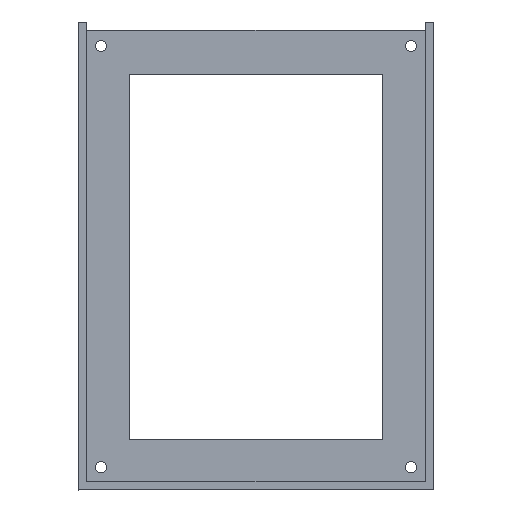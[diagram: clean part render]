
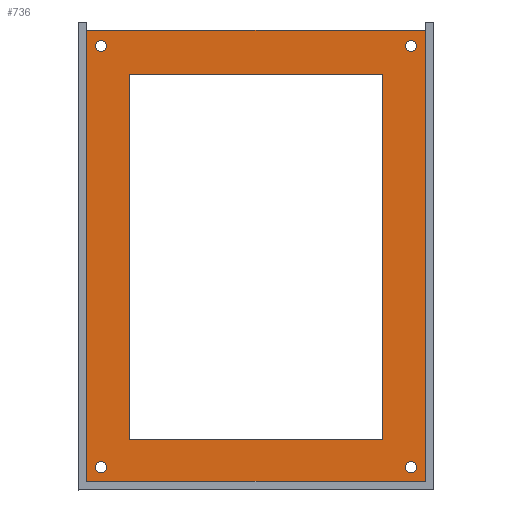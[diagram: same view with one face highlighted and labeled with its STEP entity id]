
A CAD part, top view. The second image highlights one B-rep face of the part: STEP entity #736.
In plain terms, the highlighted planar face has unit normal (0, 0, 1).
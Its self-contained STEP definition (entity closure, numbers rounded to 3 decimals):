
#32=FACE_BOUND('',#149,.T.);
#33=FACE_BOUND('',#150,.T.);
#34=FACE_BOUND('',#151,.T.);
#35=FACE_BOUND('',#152,.T.);
#36=FACE_BOUND('',#153,.T.);
#46=CIRCLE('',#779,2.);
#48=CIRCLE('',#783,2.);
#50=CIRCLE('',#787,2.);
#52=CIRCLE('',#791,2.);
#99=FACE_OUTER_BOUND('',#148,.T.);
#148=EDGE_LOOP('',(#660,#661,#662,#663));
#149=EDGE_LOOP('',(#664));
#150=EDGE_LOOP('',(#665));
#151=EDGE_LOOP('',(#666));
#152=EDGE_LOOP('',(#667,#668,#669,#670));
#153=EDGE_LOOP('',(#671));
#218=LINE('',#1173,#298);
#221=LINE('',#1179,#301);
#224=LINE('',#1184,#304);
#226=LINE('',#1188,#306);
#228=LINE('',#1191,#308);
#229=LINE('',#1194,#309);
#231=LINE('',#1198,#311);
#233=LINE('',#1201,#313);
#298=VECTOR('',#970,10.);
#301=VECTOR('',#975,10.);
#304=VECTOR('',#980,10.);
#306=VECTOR('',#984,10.);
#308=VECTOR('',#988,10.);
#309=VECTOR('',#991,10.);
#311=VECTOR('',#995,10.);
#313=VECTOR('',#999,10.);
#357=VERTEX_POINT('',#1121);
#359=VERTEX_POINT('',#1129);
#361=VERTEX_POINT('',#1137);
#363=VERTEX_POINT('',#1145);
#370=VERTEX_POINT('',#1171);
#371=VERTEX_POINT('',#1172);
#372=VERTEX_POINT('',#1177);
#373=VERTEX_POINT('',#1178);
#374=VERTEX_POINT('',#1183);
#375=VERTEX_POINT('',#1187);
#376=VERTEX_POINT('',#1193);
#377=VERTEX_POINT('',#1197);
#436=EDGE_CURVE('',#357,#357,#46,.T.);
#440=EDGE_CURVE('',#359,#359,#48,.T.);
#444=EDGE_CURVE('',#361,#361,#50,.T.);
#448=EDGE_CURVE('',#363,#363,#52,.T.);
#460=EDGE_CURVE('',#370,#371,#218,.T.);
#463=EDGE_CURVE('',#372,#373,#221,.T.);
#466=EDGE_CURVE('',#374,#372,#224,.T.);
#468=EDGE_CURVE('',#375,#374,#226,.T.);
#470=EDGE_CURVE('',#373,#375,#228,.T.);
#471=EDGE_CURVE('',#376,#370,#229,.T.);
#473=EDGE_CURVE('',#377,#376,#231,.T.);
#475=EDGE_CURVE('',#371,#377,#233,.T.);
#660=ORIENTED_EDGE('',*,*,#460,.F.);
#661=ORIENTED_EDGE('',*,*,#471,.F.);
#662=ORIENTED_EDGE('',*,*,#473,.F.);
#663=ORIENTED_EDGE('',*,*,#475,.F.);
#664=ORIENTED_EDGE('',*,*,#440,.F.);
#665=ORIENTED_EDGE('',*,*,#444,.F.);
#666=ORIENTED_EDGE('',*,*,#436,.F.);
#667=ORIENTED_EDGE('',*,*,#470,.F.);
#668=ORIENTED_EDGE('',*,*,#463,.F.);
#669=ORIENTED_EDGE('',*,*,#466,.F.);
#670=ORIENTED_EDGE('',*,*,#468,.F.);
#671=ORIENTED_EDGE('',*,*,#448,.F.);
#698=PLANE('',#807);
#736=ADVANCED_FACE('',(#99,#32,#33,#34,#35,#36),#698,.T.);
#779=AXIS2_PLACEMENT_3D('',#1123,#913,#914);
#783=AXIS2_PLACEMENT_3D('',#1131,#923,#924);
#787=AXIS2_PLACEMENT_3D('',#1139,#933,#934);
#791=AXIS2_PLACEMENT_3D('',#1147,#943,#944);
#807=AXIS2_PLACEMENT_3D('',#1202,#1000,#1001);
#913=DIRECTION('center_axis',(0.,0.,1.));
#914=DIRECTION('ref_axis',(1.,0.,0.));
#923=DIRECTION('center_axis',(0.,0.,1.));
#924=DIRECTION('ref_axis',(1.,0.,0.));
#933=DIRECTION('center_axis',(0.,0.,1.));
#934=DIRECTION('ref_axis',(1.,0.,0.));
#943=DIRECTION('center_axis',(0.,0.,1.));
#944=DIRECTION('ref_axis',(1.,0.,0.));
#970=DIRECTION('',(1.,0.,0.));
#975=DIRECTION('',(0.,1.,0.));
#980=DIRECTION('',(1.,0.,0.));
#984=DIRECTION('',(0.,-1.,0.));
#988=DIRECTION('',(-1.,0.,0.));
#991=DIRECTION('',(0.,1.,0.));
#995=DIRECTION('',(-1.,0.,0.));
#999=DIRECTION('',(0.,-1.,0.));
#1000=DIRECTION('center_axis',(0.,0.,1.));
#1001=DIRECTION('ref_axis',(1.,0.,0.));
#1121=CARTESIAN_POINT('',(-57.,74.5,38.));
#1123=CARTESIAN_POINT('Origin',(-55.,74.5,38.));
#1129=CARTESIAN_POINT('',(-57.,-75.,38.));
#1131=CARTESIAN_POINT('Origin',(-55.,-75.,38.));
#1137=CARTESIAN_POINT('',(53.,-75.,38.));
#1139=CARTESIAN_POINT('Origin',(55.,-75.,38.));
#1145=CARTESIAN_POINT('',(53.,74.5,38.));
#1147=CARTESIAN_POINT('Origin',(55.,74.5,38.));
#1171=CARTESIAN_POINT('',(-60.,80.,38.));
#1172=CARTESIAN_POINT('',(60.,80.,38.));
#1173=CARTESIAN_POINT('',(30.,80.,38.));
#1177=CARTESIAN_POINT('',(45.,-65.,38.));
#1178=CARTESIAN_POINT('',(45.,64.5,38.));
#1179=CARTESIAN_POINT('',(45.,32.25,38.));
#1183=CARTESIAN_POINT('',(-45.,-65.,38.));
#1184=CARTESIAN_POINT('',(22.5,-65.,38.));
#1187=CARTESIAN_POINT('',(-45.,64.5,38.));
#1188=CARTESIAN_POINT('',(-45.,-32.5,38.));
#1191=CARTESIAN_POINT('',(-22.5,64.5,38.));
#1193=CARTESIAN_POINT('',(-60.,-80.,38.));
#1194=CARTESIAN_POINT('',(-60.,40.,38.));
#1197=CARTESIAN_POINT('',(60.,-80.,38.));
#1198=CARTESIAN_POINT('',(-30.,-80.,38.));
#1201=CARTESIAN_POINT('',(60.,-40.,38.));
#1202=CARTESIAN_POINT('Origin',(0.,0.,38.));
